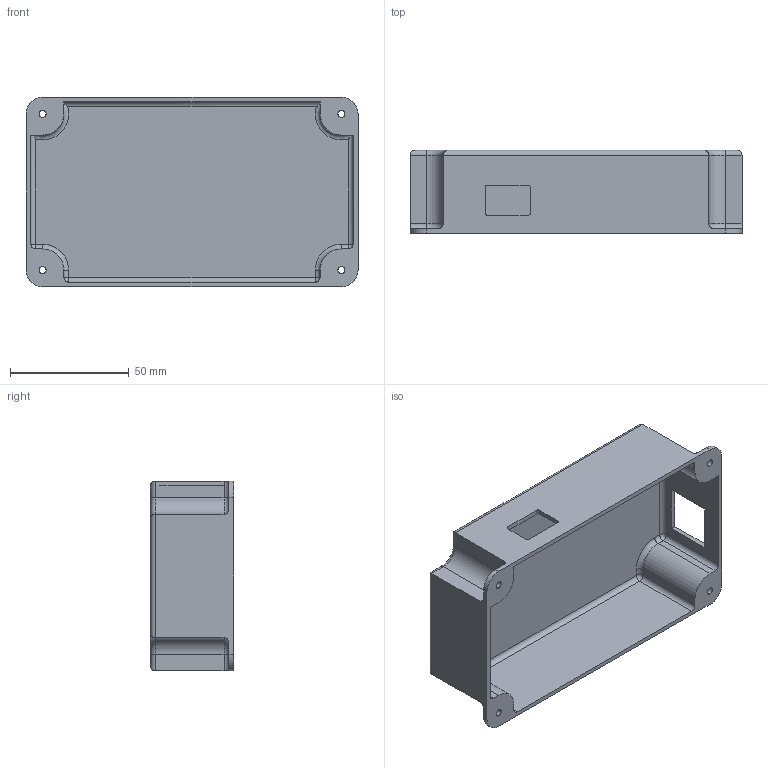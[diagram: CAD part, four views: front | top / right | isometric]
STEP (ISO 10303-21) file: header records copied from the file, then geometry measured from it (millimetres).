
FILE_DESCRIPTION (( 'STEP AP203' ), '1' );
FILE_NAME ('Case Cover.STEP', '2016-07-05T14:15:18', ( '' ), ( '' ), 'SwSTEP 2.0', 'SolidWorks 2015', '' );
FILE_SCHEMA (( 'CONFIG_CONTROL_DESIGN' ));
Length unit declared in the file: millimetre
Products named in the file (1): Case Cover
Bounding box: 140 x 35 x 80 mm (x, y, z)
Volume: 48453.5 mm3; surface area: 49128.3 mm2
Topology: 1 solids, 1 shells, 115 faces, 296 edges, 180 vertices
Faces by surface type: cylinder 56, plane 43, torus 12, sphere 4
Entity records: 3591 total; most frequent: CARTESIAN_POINT 668, DIRECTION 620, ORIENTED_EDGE 584, EDGE_CURVE 292, AXIS2_PLACEMENT_3D 224, VERTEX_POINT 180, VECTOR 172, LINE 172
